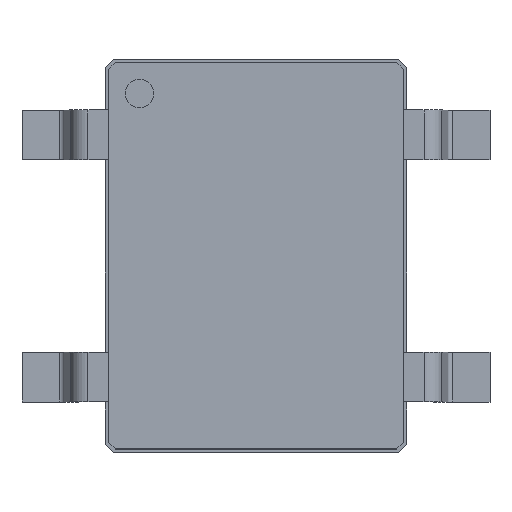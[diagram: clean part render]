
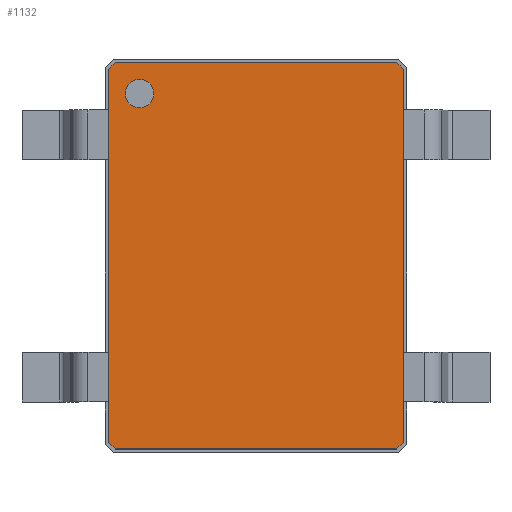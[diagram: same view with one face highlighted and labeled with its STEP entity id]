
A CAD part, top view. The second image highlights one B-rep face of the part: STEP entity #1132.
In plain terms, the highlighted planar face has unit normal (0, 0, 1).
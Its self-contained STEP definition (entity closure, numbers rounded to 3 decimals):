
#13=DIRECTION('',(0.,0.,1.));
#27=VECTOR('',#28,1.);
#28=DIRECTION('',(1.,0.,0.));
#48=DIRECTION('',(0.,-1.,0.));
#57=VECTOR('',#58,1.);
#58=DIRECTION('',(0.707,-0.707,0.));
#64=VECTOR('',#48,1.);
#70=VECTOR('',#71,1.);
#71=DIRECTION('',(-0.707,-0.707,0.));
#77=VECTOR('',#78,1.);
#78=DIRECTION('',(-1.,0.,0.));
#84=VECTOR('',#85,1.);
#85=DIRECTION('',(-0.707,0.707,0.));
#91=VECTOR('',#92,1.);
#92=DIRECTION('',(0.,1.,0.));
#96=VECTOR('',#97,1.);
#97=DIRECTION('',(0.707,0.707,0.));
#384=VERTEX_POINT('',#385);
#385=CARTESIAN_POINT('',(-3.1,3.928,2.5));
#387=ORIENTED_EDGE('',*,*,#388,.F.);
#388=EDGE_CURVE('',#389,#384,#391,.T.);
#389=VERTEX_POINT('',#390);
#390=CARTESIAN_POINT('',(-3.1,-3.928,2.5));
#391=LINE('',#390,#91);
#403=VERTEX_POINT('',#404);
#404=CARTESIAN_POINT('',(-2.963,4.065,2.5));
#406=ORIENTED_EDGE('',*,*,#407,.F.);
#407=EDGE_CURVE('',#384,#403,#408,.T.);
#408=LINE('',#385,#96);
#418=VERTEX_POINT('',#419);
#419=CARTESIAN_POINT('',(2.963,4.065,2.5));
#421=ORIENTED_EDGE('',*,*,#422,.F.);
#422=EDGE_CURVE('',#403,#418,#423,.T.);
#423=LINE('',#404,#27);
#433=VERTEX_POINT('',#434);
#434=CARTESIAN_POINT('',(3.1,3.928,2.5));
#436=ORIENTED_EDGE('',*,*,#437,.F.);
#437=EDGE_CURVE('',#418,#433,#438,.T.);
#438=LINE('',#419,#57);
#464=VERTEX_POINT('',#465);
#465=CARTESIAN_POINT('',(3.1,-3.928,2.5));
#467=ORIENTED_EDGE('',*,*,#468,.F.);
#468=EDGE_CURVE('',#433,#464,#469,.T.);
#469=LINE('',#434,#64);
#1132=ADVANCED_FACE('',(#1133,#1148),#1158,.T.);
#1133=FACE_BOUND('',#1134,.T.);
#1134=EDGE_LOOP('',(#421,#406,#387,#1135,#1140,#1145,#467,#436));
#1135=ORIENTED_EDGE('',*,*,#1136,.F.);
#1136=EDGE_CURVE('',#1137,#389,#1139,.T.);
#1137=VERTEX_POINT('',#1138);
#1138=CARTESIAN_POINT('',(-2.963,-4.065,2.5));
#1139=LINE('',#1138,#84);
#1140=ORIENTED_EDGE('',*,*,#1141,.F.);
#1141=EDGE_CURVE('',#1142,#1137,#1144,.T.);
#1142=VERTEX_POINT('',#1143);
#1143=CARTESIAN_POINT('',(2.963,-4.065,2.5));
#1144=LINE('',#1143,#77);
#1145=ORIENTED_EDGE('',*,*,#1146,.F.);
#1146=EDGE_CURVE('',#464,#1142,#1147,.T.);
#1147=LINE('',#465,#70);
#1148=FACE_BOUND('',#1149,.T.);
#1149=EDGE_LOOP('',(#1150));
#1150=ORIENTED_EDGE('',*,*,#1151,.T.);
#1151=EDGE_CURVE('',#1152,#1152,#1154,.T.);
#1152=VERTEX_POINT('',#1153);
#1153=CARTESIAN_POINT('',(-2.45,3.115,2.5));
#1154=CIRCLE('',#1155,0.3);
#1155=AXIS2_PLACEMENT_3D('',#1156,#1157,#48);
#1156=CARTESIAN_POINT('',(-2.45,3.415,2.5));
#1157=DIRECTION('',(0.,-0.,-1.));
#1158=PLANE('',#1159);
#1159=AXIS2_PLACEMENT_3D('',#404,#13,#1160);
#1160=DIRECTION('',(0.589,-0.808,0.));
